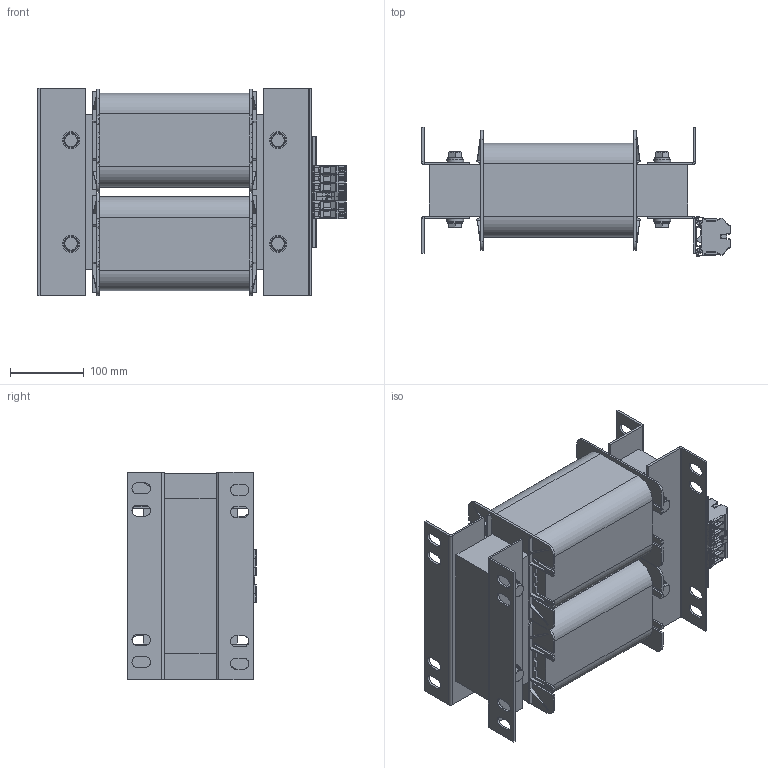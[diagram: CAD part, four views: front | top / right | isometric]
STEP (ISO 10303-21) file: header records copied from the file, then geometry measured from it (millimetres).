
FILE_DESCRIPTION(/* description */ (''),/* implementation_level */ '2;1');
FILE_NAME(/* name */ 'TD802753200.stp',/* time_stamp */ '2024-01-31T12:44:23+01:00',/* author */ ('velazquez'),/* organization */ (''),/* preprocessor_version */ 'ST-DEVELOPER v19.2',/* originating_system */ 'Autodesk Inventor 2023',/* authorisation */ '');
FILE_SCHEMA (('AUTOMOTIVE_DESIGN { 1 0 10303 214 3 1 1 }'));
Length unit declared in the file: millimetre
Products named in the file (12): TD802753200; UI350 x 210 - 70 (Rc70); UI 210_70_BOBINADO; RC 70 UI; centrador M10 aleman; DIN 125 - A 10,5; DIN 933 - M10  x 95; DIN 934 - M10; carril 6 agujeros; 16_35; FICHA 16_35 AM_VE; FICHA 4 BEIS
Assembly tree (39 placements, depth 2):
  TD802753200
    UI350 x 210 - 70 (Rc70)
    UI 210_70_BOBINADO  x2
    RC 70 UI  x4
    centrador M10 aleman  x8
    DIN 125 - A 10,5  x8
    DIN 933 - M10  x 95  x4
    DIN 934 - M10  x4
    carril 6 agujeros
    16_35  x4
    FICHA 16_35 AM_VE
    FICHA 4 BEIS  x2
Bounding box: 417.1 x 174.4 x 280 mm (x, y, z)
Volume: 9033338.8 mm3; surface area: 1277132.5 mm2
Topology: 39 solids, 51 shells, 3704 faces, 9988 edges, 6400 vertices
Faces by surface type: plane 2314, cylinder 1124, torus 88, cone 74, bspline 70, sphere 34
Full cylindrical faces by diameter (mm): 2.4 x4, 2.5 x4, 2.75 x4, 2.95 x4, 4.3 x4, 6.3 x10, 8.376 x4, 9.188 x4, 10 x4, 10.5 x16, 14 x4, 14.7 x8, 15.4 x4, 16 x8, 20 x8, 23 x8
Entity records: 55267 total; most frequent: CARTESIAN_POINT 13448, ORIENTED_EDGE 8450, DIRECTION 8259, EDGE_CURVE 4225, LINE 3127, VECTOR 3127, VERTEX_POINT 2729, AXIS2_PLACEMENT_3D 2566
